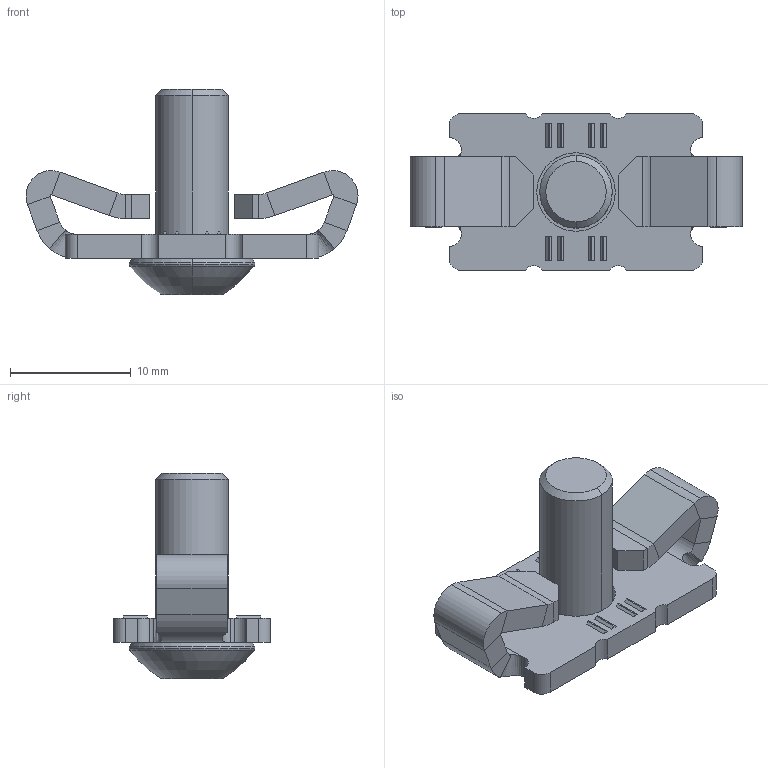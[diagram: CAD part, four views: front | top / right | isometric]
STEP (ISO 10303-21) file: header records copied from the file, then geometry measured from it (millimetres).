
FILE_DESCRIPTION(('STEP AP203'),'1');
FILE_NAME('fath_099f0630m06.stp','2021-11-23T14:34:01',('TraceParts'),('TraceParts S.A.'),'Spatial InterOp 3D',' ',' ');
FILE_SCHEMA(('CONFIG_CONTROL_DESIGN'));
Length unit declared in the file: millimetre
Products named in the file (1): 1
Bounding box: 27.5 x 13 x 17 mm (x, y, z)
Volume: 1329.7 mm3; surface area: 1613 mm2
Topology: 2 solids, 2 shells, 156 faces, 368 edges, 226 vertices
Faces by surface type: plane 104, cylinder 36, torus 8, bspline 4, cone 4
Entity records: 4706 total; most frequent: CARTESIAN_POINT 1048, DIRECTION 754, ORIENTED_EDGE 736, EDGE_CURVE 368, LINE 258, VECTOR 258, AXIS2_PLACEMENT_3D 248, VERTEX_POINT 226
